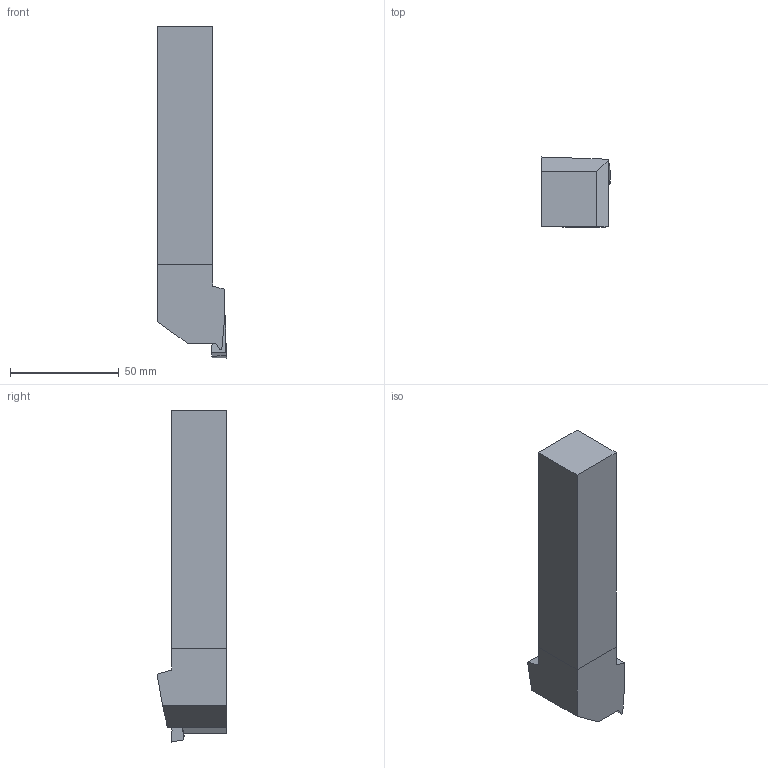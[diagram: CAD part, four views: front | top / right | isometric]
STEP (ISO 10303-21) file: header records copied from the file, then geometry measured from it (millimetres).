
FILE_DESCRIPTION(/* description */ (''),/* implementation_level */ '2;1');
FILE_NAME(/* name */ 'CEL1006-20QHD.stp',/* time_stamp */ '2018-04-11T16:01:58+06:00',/* author */ (''),/* organization */ (''),/* preprocessor_version */ 'ST-DEVELOPER v16',/* originating_system */ 'SIEMENS PLM Software NX 11.0',/* authorisation */ '');
FILE_SCHEMA (('AUTOMOTIVE_DESIGN { 1 0 10303 214 3 1 1 1 }'));
Length unit declared in the file: millimetre
Products named in the file (1): CEL1006-20QHD
Bounding box: 31.75 x 32.11 x 152.4 mm (x, y, z)
Volume: 98237.8 mm3; surface area: 19110.7 mm2
Topology: 3 solids, 3 shells, 49 faces, 128 edges, 85 vertices
Faces by surface type: plane 45, cylinder 2, bspline 2
Entity records: 1982 total; most frequent: CARTESIAN_POINT 748, ORIENTED_EDGE 256, DIRECTION 212, EDGE_CURVE 128, LINE 102, VECTOR 102, VERTEX_POINT 85, AXIS2_PLACEMENT_3D 55
